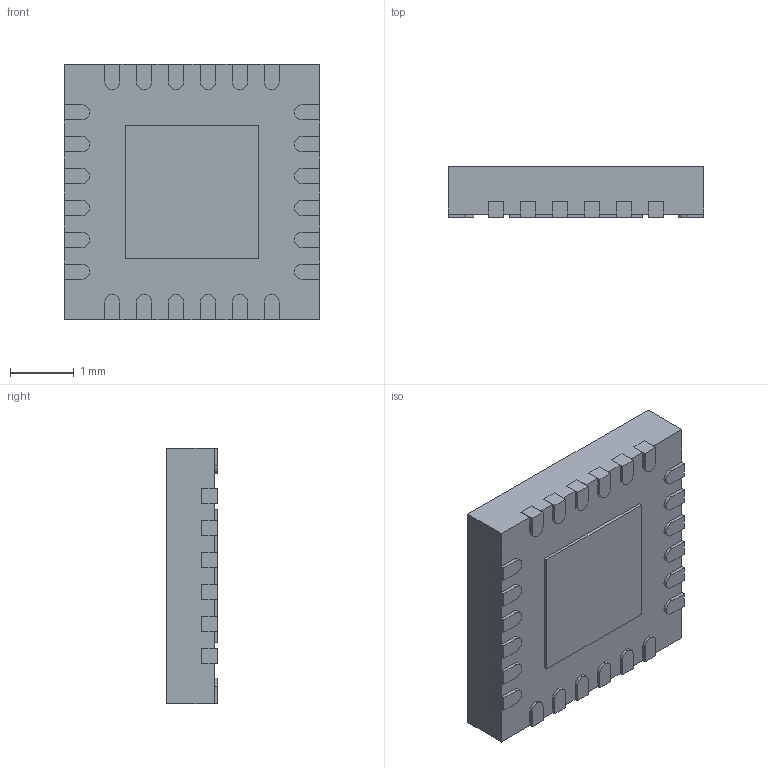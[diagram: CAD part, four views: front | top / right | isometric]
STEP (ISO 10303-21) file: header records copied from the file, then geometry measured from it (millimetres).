
FILE_DESCRIPTION (( 'STEP AP214' ), '1' );
FILE_NAME ('PCA9575HF,118.STEP', '2019-11-22T14:12:28', ( '' ), ( '' ), 'SwSTEP 2.0', 'SolidWorks 2017', '' );
FILE_SCHEMA (( 'AUTOMOTIVE_DESIGN' ));
Length unit declared in the file: millimetre
Products named in the file (1): PCA9575HF,118
Bounding box: 4 x 0.8 x 4 mm (x, y, z)
Volume: 12.3 mm3; surface area: 66 mm2
Topology: 27 solids, 27 shells, 336 faces, 840 edges, 560 vertices
Faces by surface type: plane 284, cylinder 52
Entity records: 10176 total; most frequent: CARTESIAN_POINT 1737, ORIENTED_EDGE 1680, DIRECTION 1618, EDGE_CURVE 840, VECTOR 736, LINE 736, VERTEX_POINT 560, AXIS2_PLACEMENT_3D 441
